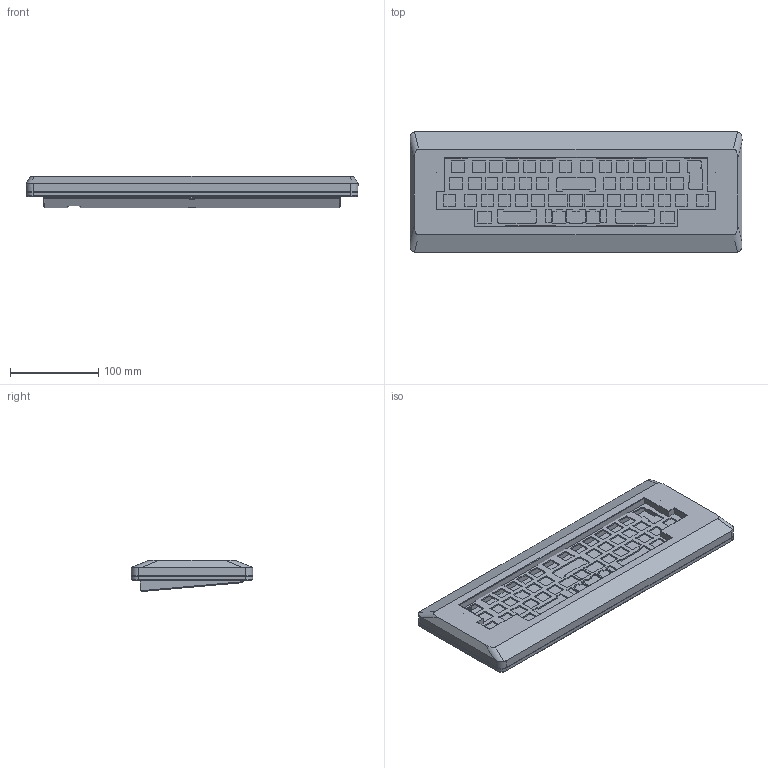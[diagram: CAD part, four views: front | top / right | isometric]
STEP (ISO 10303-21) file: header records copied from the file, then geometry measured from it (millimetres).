
FILE_DESCRIPTION(/* description */ (''),/* implementation_level */ '2;1');
FILE_NAME(/* name */ 'n0550.step',/* time_stamp */ '2023-12-15T08:45:48-05:00',/* author */ (''),/* organization */ (''),/* preprocessor_version */ 'ST-DEVELOPER v20',/* originating_system */ 'Autodesk Translation Framework v12.14.0.127',/* authorisation */ '');
FILE_SCHEMA (('AUTOMOTIVE_DESIGN { 1 0 10303 214 3 1 1 }'));
Length unit declared in the file: millimetre
Products named in the file (4): Case - M0110; Plate; Top; Bottom
Assembly tree (3 placements, depth 2):
  Case - M0110
    Plate
    Top
    Bottom
Bounding box: 375.27 x 137.15 x 35.16 mm (x, y, z)
Volume: 977563.5 mm3; surface area: 236653.7 mm2
Topology: 3 solids, 6 shells, 755 faces, 2133 edges, 1408 vertices
Faces by surface type: plane 427, cylinder 312, cone 16
Full cylindrical faces by diameter (mm): 3 x8, 3.2 x8, 5.4 x8, 6 x8, 7 x2
Entity records: 24898 total; most frequent: CARTESIAN_POINT 4343, DIRECTION 4299, ORIENTED_EDGE 4266, EDGE_CURVE 2133, LINE 1483, VECTOR 1483, VERTEX_POINT 1408, AXIS2_PLACEMENT_3D 1408
